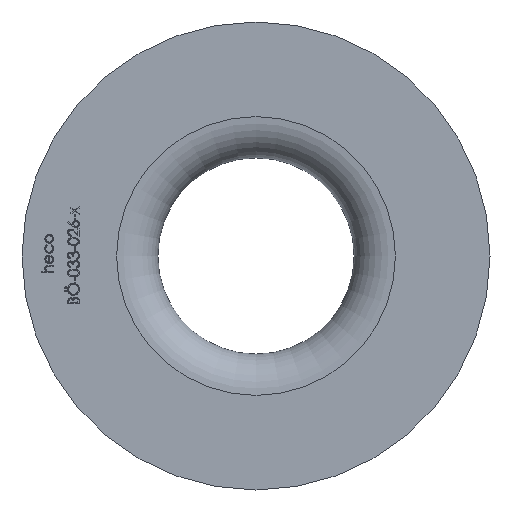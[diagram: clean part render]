
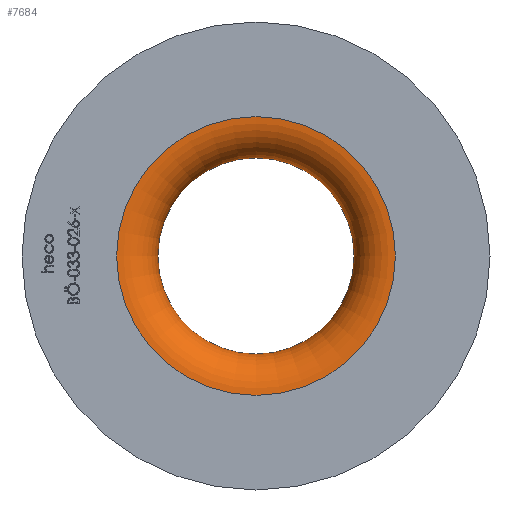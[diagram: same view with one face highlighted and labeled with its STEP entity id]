
A CAD part, left-side view. The second image highlights one B-rep face of the part: STEP entity #7684.
In plain terms, the highlighted toroidal (fillet/blend) face has major radius 20.25 mm and minor radius 6 mm.
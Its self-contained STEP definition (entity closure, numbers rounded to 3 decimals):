
#568 = DIRECTION ( 'NONE',  ( 0., 0., 1. ) ) ;
#994 = FACE_OUTER_BOUND ( 'NONE', #15556, .T. ) ;
#2267 = AXIS2_PLACEMENT_3D ( 'NONE', #10843, #6982, #568 ) ;
#3731 = ORIENTED_EDGE ( 'NONE', *, *, #16217, .T. ) ;
#5896 = CARTESIAN_POINT ( 'NONE',  ( 0., 0., 0. ) ) ;
#6388 = VERTEX_POINT ( 'NONE', #16278 ) ;
#6982 = DIRECTION ( 'NONE',  ( -1., 0., 0. ) ) ;
#7311 = DIRECTION ( 'NONE',  ( 0., 0., 1. ) ) ;
#7684 = ADVANCED_FACE ( 'NONE', ( #11282, #994 ), #10893, .T. ) ;
#7701 = EDGE_LOOP ( 'NONE', ( #10427 ) ) ;
#7844 = EDGE_CURVE ( 'NONE', #8853, #8853, #9362, .T. ) ;
#8853 = VERTEX_POINT ( 'NONE', #15197 ) ;
#9362 = CIRCLE ( 'NONE', #2267, 14.25 ) ;
#9761 = DIRECTION ( 'NONE',  ( -1., 0., 0. ) ) ;
#9958 = CARTESIAN_POINT ( 'NONE',  ( 6., 0., 0. ) ) ;
#10109 = AXIS2_PLACEMENT_3D ( 'NONE', #9958, #14724, #12270 ) ;
#10398 = CIRCLE ( 'NONE', #15134, 20.25 ) ;
#10427 = ORIENTED_EDGE ( 'NONE', *, *, #7844, .F. ) ;
#10843 = CARTESIAN_POINT ( 'NONE',  ( 6., 0., 0. ) ) ;
#10893 = TOROIDAL_SURFACE ( 'NONE', #10109, 20.25, 6. ) ;
#11282 = FACE_OUTER_BOUND ( 'NONE', #7701, .T. ) ;
#12270 = DIRECTION ( 'NONE',  ( 0., 0., 1. ) ) ;
#14724 = DIRECTION ( 'NONE',  ( -1., 0., 0. ) ) ;
#15134 = AXIS2_PLACEMENT_3D ( 'NONE', #5896, #9761, #7311 ) ;
#15197 = CARTESIAN_POINT ( 'NONE',  ( 6., 0., 14.25 ) ) ;
#15556 = EDGE_LOOP ( 'NONE', ( #3731 ) ) ;
#16217 = EDGE_CURVE ( 'NONE', #6388, #6388, #10398, .T. ) ;
#16278 = CARTESIAN_POINT ( 'NONE',  ( 0., 0., 20.25 ) ) ;
